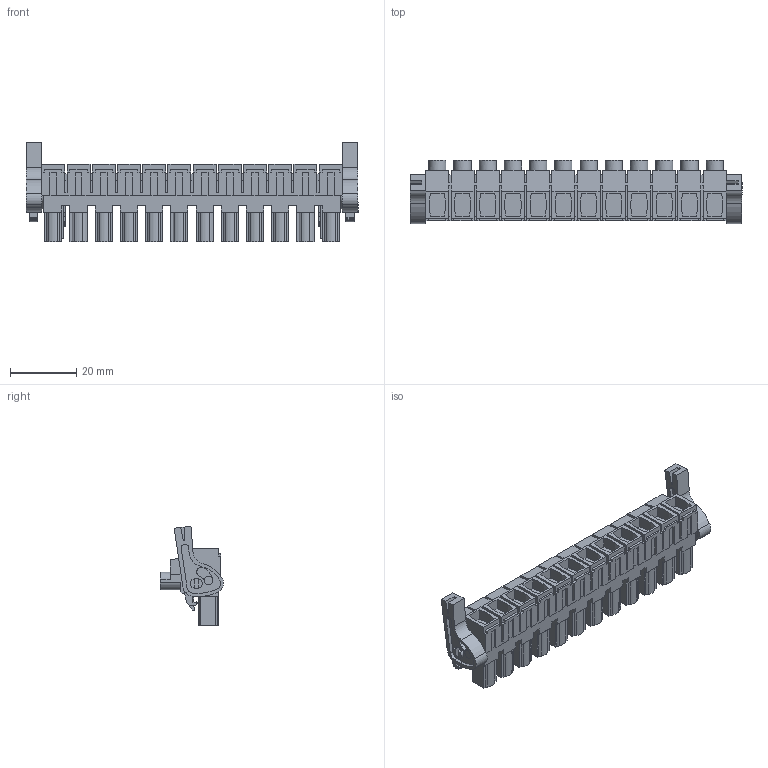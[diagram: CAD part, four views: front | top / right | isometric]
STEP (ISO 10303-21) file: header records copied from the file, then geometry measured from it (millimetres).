
FILE_DESCRIPTION(('CATIA V5 STEP Exchange','CAx-IF Rec.Pracs.--- Model Styling and Organization---1.2---2011-12-15'),'2;1');
FILE_NAME ('D1449563_0', '2017-06-08T09:16:11+00:00', ('none'), ('Weidmueller'), 'CATIA Version 5-6 Release 2014', 'CATIA V5 STEP AP214', 'none');
FILE_SCHEMA(('AUTOMOTIVE_DESIGN { 1 0 10303 214 1 1 1 1 }'));
Length unit declared in the file: millimetre
Products named in the file (1): 1164950000
Bounding box: 100.32 x 19.05 x 30.02 mm (x, y, z)
Volume: 17915.7 mm3; surface area: 14970 mm2
Topology: 15 solids, 15 shells, 1351 faces, 3913 edges, 2650 vertices
Faces by surface type: plane 1055, cylinder 294, extrusion 2
Entity records: 42362 total; most frequent: ORIENTED_EDGE 7826, CARTESIAN_POINT 7500, DIRECTION 5516, EDGE_CURVE 3913, VECTOR 3231, LINE 3229, VERTEX_POINT 2650, AXIS2_PLACEMENT_3D 1477
